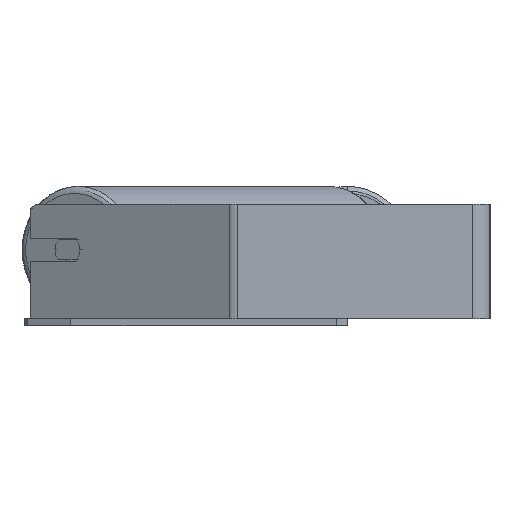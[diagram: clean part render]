
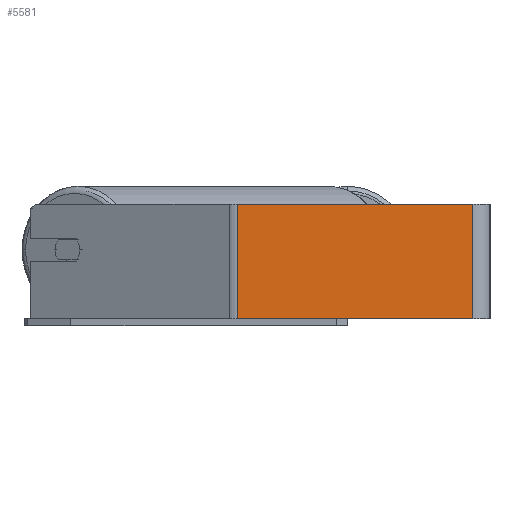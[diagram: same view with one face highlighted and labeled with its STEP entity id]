
A CAD part, left-side view. The second image highlights one B-rep face of the part: STEP entity #5581.
In plain terms, the highlighted planar face has unit normal (-1, 0, 0).
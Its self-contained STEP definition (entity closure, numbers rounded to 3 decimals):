
#314 = CARTESIAN_POINT ( 'NONE',  ( -605., 176.376, 40. ) ) ;
#622 = VECTOR ( 'NONE', #925, 1000. ) ;
#757 = VECTOR ( 'NONE', #3638, 1000. ) ;
#823 = CARTESIAN_POINT ( 'NONE',  ( -605., 12., -40. ) ) ;
#875 = CARTESIAN_POINT ( 'NONE',  ( -605., 12., 40. ) ) ;
#925 = DIRECTION ( 'NONE',  ( 0., 0., -1. ) ) ;
#1034 = CARTESIAN_POINT ( 'NONE',  ( -605., 179.591, 40. ) ) ;
#1054 = DIRECTION ( 'NONE',  ( 1., 0., 0. ) ) ;
#1150 = ORIENTED_EDGE ( 'NONE', *, *, #5514, .T. ) ;
#1369 = ORIENTED_EDGE ( 'NONE', *, *, #4629, .F. ) ;
#1494 = LINE ( 'NONE', #7133, #7333 ) ;
#1733 = CARTESIAN_POINT ( 'NONE',  ( -605., 176.376, -40. ) ) ;
#2064 = EDGE_LOOP ( 'NONE', ( #2360, #1369, #7541, #1150 ) ) ;
#2360 = ORIENTED_EDGE ( 'NONE', *, *, #4583, .T. ) ;
#2375 = CARTESIAN_POINT ( 'NONE',  ( -605., 176.376, 40. ) ) ;
#2731 = VERTEX_POINT ( 'NONE', #1733 ) ;
#2734 = EDGE_CURVE ( 'NONE', #6046, #5589, #5785, .T. ) ;
#3093 = AXIS2_PLACEMENT_3D ( 'NONE', #7325, #1054, #3842 ) ;
#3638 = DIRECTION ( 'NONE',  ( 0., 0., -1. ) ) ;
#3780 = VERTEX_POINT ( 'NONE', #823 ) ;
#3842 = DIRECTION ( 'NONE',  ( 0., 0., -1. ) ) ;
#4341 = PLANE ( 'NONE',  #3093 ) ;
#4583 = EDGE_CURVE ( 'NONE', #2731, #3780, #1494, .T. ) ;
#4629 = EDGE_CURVE ( 'NONE', #5589, #3780, #6427, .T. ) ;
#5000 = DIRECTION ( 'NONE',  ( 0., -1., 0. ) ) ;
#5514 = EDGE_CURVE ( 'NONE', #6046, #2731, #5843, .T. ) ;
#5581 = ADVANCED_FACE ( 'NONE', ( #8012 ), #4341, .F. ) ;
#5589 = VERTEX_POINT ( 'NONE', #875 ) ;
#5785 = LINE ( 'NONE', #1034, #6351 ) ;
#5843 = LINE ( 'NONE', #2375, #622 ) ;
#6046 = VERTEX_POINT ( 'NONE', #314 ) ;
#6351 = VECTOR ( 'NONE', #8545, 1000. ) ;
#6427 = LINE ( 'NONE', #8368, #757 ) ;
#7133 = CARTESIAN_POINT ( 'NONE',  ( -605., 179.591, -40. ) ) ;
#7325 = CARTESIAN_POINT ( 'NONE',  ( -605., 179.591, 40. ) ) ;
#7333 = VECTOR ( 'NONE', #5000, 1000. ) ;
#7541 = ORIENTED_EDGE ( 'NONE', *, *, #2734, .F. ) ;
#8012 = FACE_OUTER_BOUND ( 'NONE', #2064, .T. ) ;
#8368 = CARTESIAN_POINT ( 'NONE',  ( -605., 12., 40. ) ) ;
#8545 = DIRECTION ( 'NONE',  ( 0., -1., 0. ) ) ;
